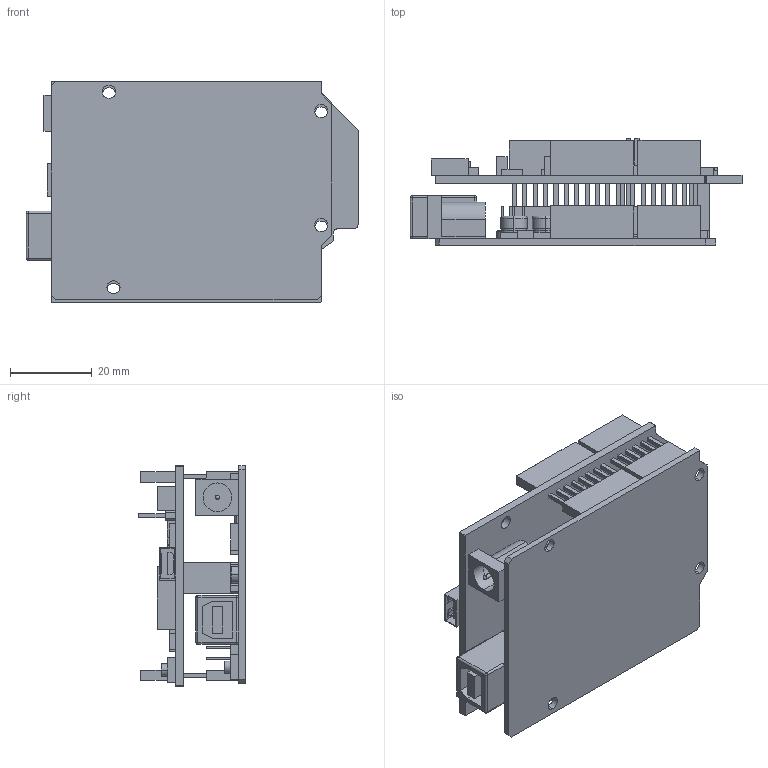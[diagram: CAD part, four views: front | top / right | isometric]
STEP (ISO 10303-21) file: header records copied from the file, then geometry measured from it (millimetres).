
FILE_DESCRIPTION (( 'STEP AP203' ), '1' );
FILE_NAME ('A_Arduino_Uno_Wifi_Shield.STEP', '2016-12-25T18:17:04', ( '' ), ( '' ), 'SwSTEP 2.0', 'SolidWorks 2014', '' );
FILE_SCHEMA (( 'CONFIG_CONTROL_DESIGN' ));
Length unit declared in the file: millimetre
Products named in the file (3): Arduino_Wifi_Shield; Arduino UNO; A_Arduino_Uno_Wifi_Shield
Assembly tree (2 placements, depth 2):
  A_Arduino_Uno_Wifi_Shield
    Arduino UNO
    Arduino_Wifi_Shield
Bounding box: 81.2 x 26.1 x 54 mm (x, y, z)
Volume: 21293.9 mm3; surface area: 27307.5 mm2
Topology: 2 solids, 2 shells, 1336 faces, 3197 edges, 2020 vertices
Faces by surface type: plane 1246, cylinder 75, torus 8, sphere 7
Entity records: 37925 total; most frequent: CARTESIAN_POINT 6546, ORIENTED_EDGE 6374, DIRECTION 6034, EDGE_CURVE 3187, VECTOR 3022, LINE 3022, VERTEX_POINT 2018, EDGE_LOOP 1541
